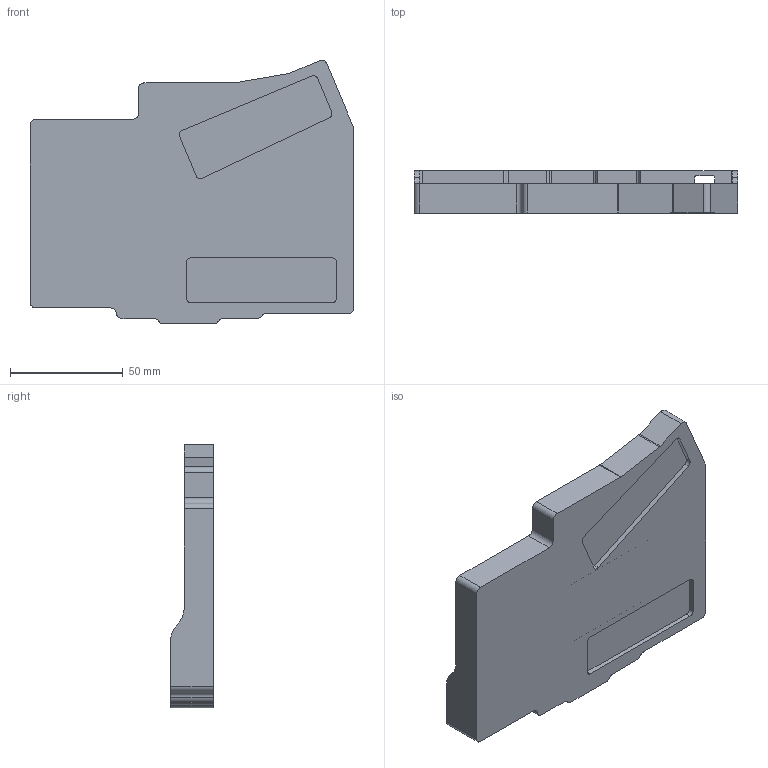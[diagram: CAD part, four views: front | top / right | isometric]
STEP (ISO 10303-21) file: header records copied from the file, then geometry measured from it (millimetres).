
FILE_DESCRIPTION(/* description */ (''),/* implementation_level */ '2;1');
FILE_NAME(/* name */ 'Case.stp',/* time_stamp */ '2025-11-16T17:40:02Z',/* author */ ('Nylec'),/* organization */ (''),/* preprocessor_version */ 'ST-DEVELOPER v20.1',/* originating_system */ 'Autodesk Inventor 2026',/* authorisation */ '');
FILE_SCHEMA (('AUTOMOTIVE_DESIGN { 1 0 10303 214 3 1 1 }'));
Length unit declared in the file: millimetre
Products named in the file (1): CaseV4
Bounding box: 143.94 x 19 x 117.06 mm (x, y, z)
Volume: 50215.2 mm3; surface area: 44238.9 mm2
Topology: 1 solids, 1 shells, 160 faces, 442 edges, 296 vertices
Faces by surface type: plane 83, cylinder 77
Full cylindrical faces by diameter (mm): 3.5 x6, 6 x1, 7 x1
Entity records: 5203 total; most frequent: DIRECTION 922, CARTESIAN_POINT 899, ORIENTED_EDGE 884, EDGE_CURVE 442, AXIS2_PLACEMENT_3D 319, VERTEX_POINT 296, LINE 284, VECTOR 284
